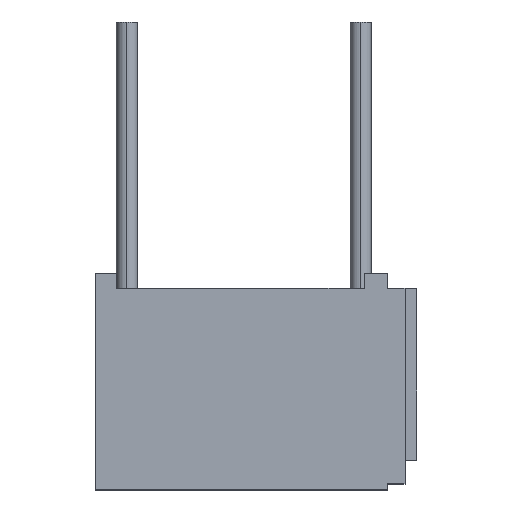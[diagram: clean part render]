
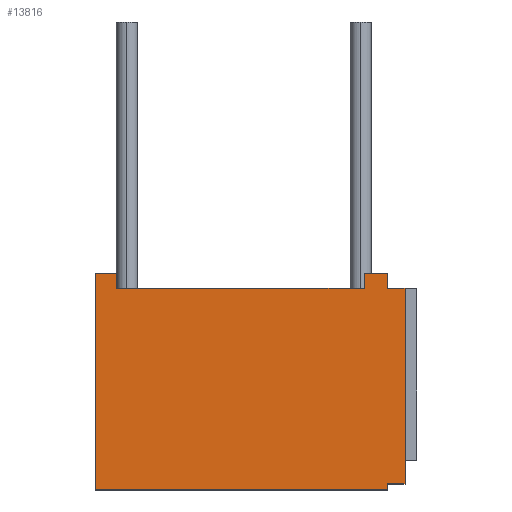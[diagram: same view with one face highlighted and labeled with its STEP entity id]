
A CAD part, top view. The second image highlights one B-rep face of the part: STEP entity #13816.
In plain terms, the highlighted planar face has unit normal (0, 0, 1).
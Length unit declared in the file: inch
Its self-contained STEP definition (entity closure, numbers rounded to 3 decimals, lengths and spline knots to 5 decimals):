
#1201=DIRECTION('',(-1.,0.,0.));
#1202=VECTOR('',#1201,0.25);
#1203=CARTESIAN_POINT('',(0.126,0.,0.13));
#1204=LINE('',#1203,#1202);
#4895=DIRECTION('',(0.,-1.,0.));
#4896=VECTOR('',#4895,0.005);
#4897=CARTESIAN_POINT('',(0.126,0.005,0.13));
#4898=LINE('',#4897,#4896);
#4903=DIRECTION('',(0.,1.,0.));
#4904=VECTOR('',#4903,0.185);
#4905=CARTESIAN_POINT('',(-0.124,0.,0.13));
#4906=LINE('',#4905,#4904);
#4927=DIRECTION('',(-1.,0.,0.));
#4928=VECTOR('',#4927,0.018);
#4929=CARTESIAN_POINT('',(-0.106,0.185,0.13));
#4930=LINE('',#4929,#4928);
#4931=DIRECTION('',(-1.,0.,0.));
#4932=VECTOR('',#4931,0.02);
#4933=CARTESIAN_POINT('',(0.126,0.185,0.13));
#4934=LINE('',#4933,#4932);
#4977=DIRECTION('',(1.,0.,0.));
#4978=VECTOR('',#4977,0.015);
#4979=CARTESIAN_POINT('',(0.126,0.172,0.13));
#4980=LINE('',#4979,#4978);
#4993=DIRECTION('',(1.,0.,0.));
#4994=VECTOR('',#4993,0.212);
#4995=CARTESIAN_POINT('',(-0.106,0.172,0.13));
#4996=LINE('',#4995,#4994);
#5095=DIRECTION('',(0.,1.,0.));
#5096=VECTOR('',#5095,0.167);
#5097=CARTESIAN_POINT('',(0.141,0.005,0.13));
#5098=LINE('',#5097,#5096);
#5143=DIRECTION('',(-1.,0.,0.));
#5144=VECTOR('',#5143,0.015);
#5145=CARTESIAN_POINT('',(0.141,0.005,0.13));
#5146=LINE('',#5145,#5144);
#5271=DIRECTION('',(0.,1.,0.));
#5272=VECTOR('',#5271,0.013);
#5273=CARTESIAN_POINT('',(0.126,0.172,0.13));
#5274=LINE('',#5273,#5272);
#5291=DIRECTION('',(0.,1.,0.));
#5292=VECTOR('',#5291,0.013);
#5293=CARTESIAN_POINT('',(0.106,0.172,0.13));
#5294=LINE('',#5293,#5292);
#5299=DIRECTION('',(0.,1.,0.));
#5300=VECTOR('',#5299,0.013);
#5301=CARTESIAN_POINT('',(-0.106,0.172,0.13));
#5302=LINE('',#5301,#5300);
#6923=CARTESIAN_POINT('',(-0.124,0.,0.13));
#6924=VERTEX_POINT('',#6923);
#6925=CARTESIAN_POINT('',(0.126,0.,0.13));
#6926=VERTEX_POINT('',#6925);
#6931=CARTESIAN_POINT('',(0.141,0.005,0.13));
#6932=CARTESIAN_POINT('',(0.141,0.172,0.13));
#6933=VERTEX_POINT('',#6931);
#6934=VERTEX_POINT('',#6932);
#6937=CARTESIAN_POINT('',(0.126,0.005,0.13));
#6938=VERTEX_POINT('',#6937);
#6947=CARTESIAN_POINT('',(0.106,0.172,0.13));
#6948=CARTESIAN_POINT('',(0.106,0.185,0.13));
#6949=VERTEX_POINT('',#6947);
#6950=VERTEX_POINT('',#6948);
#6951=CARTESIAN_POINT('',(0.126,0.172,0.13));
#6952=CARTESIAN_POINT('',(0.126,0.185,0.13));
#6953=VERTEX_POINT('',#6951);
#6954=VERTEX_POINT('',#6952);
#6963=CARTESIAN_POINT('',(-0.106,0.172,0.13));
#6964=CARTESIAN_POINT('',(-0.106,0.185,0.13));
#6965=VERTEX_POINT('',#6963);
#6966=VERTEX_POINT('',#6964);
#6973=CARTESIAN_POINT('',(-0.124,0.185,0.13));
#6974=VERTEX_POINT('',#6973);
#13787=CARTESIAN_POINT('',(-0.124,0.,0.13));
#13788=DIRECTION('',(0.,0.,-1.));
#13789=DIRECTION('',(1.,0.,0.));
#13790=AXIS2_PLACEMENT_3D('',#13787,#13788,#13789);
#13791=PLANE('',#13790);
#13792=ORIENTED_EDGE('',*,*,#7080,.T.);
#13794=ORIENTED_EDGE('',*,*,#13793,.T.);
#13796=ORIENTED_EDGE('',*,*,#13795,.F.);
#13798=ORIENTED_EDGE('',*,*,#13797,.F.);
#13800=ORIENTED_EDGE('',*,*,#13799,.T.);
#13802=ORIENTED_EDGE('',*,*,#13801,.T.);
#13804=ORIENTED_EDGE('',*,*,#13803,.F.);
#13806=ORIENTED_EDGE('',*,*,#13805,.F.);
#13808=ORIENTED_EDGE('',*,*,#13807,.T.);
#13810=ORIENTED_EDGE('',*,*,#13809,.F.);
#13812=ORIENTED_EDGE('',*,*,#13811,.T.);
#13813=ORIENTED_EDGE('',*,*,#13780,.T.);
#13814=EDGE_LOOP('',(#13792,#13794,#13796,#13798,#13800,#13802,#13804,#13806,
#13808,#13810,#13812,#13813));
#13815=FACE_OUTER_BOUND('',#13814,.F.);
#13816=ADVANCED_FACE('',(#13815),#13791,.F.);
#7080=EDGE_CURVE('',#6926,#6924,#1204,.T.);
#13780=EDGE_CURVE('',#6938,#6926,#4898,.T.);
#13793=EDGE_CURVE('',#6924,#6974,#4906,.T.);
#13795=EDGE_CURVE('',#6966,#6974,#4930,.T.);
#13797=EDGE_CURVE('',#6965,#6966,#5302,.T.);
#13799=EDGE_CURVE('',#6965,#6949,#4996,.T.);
#13801=EDGE_CURVE('',#6949,#6950,#5294,.T.);
#13803=EDGE_CURVE('',#6954,#6950,#4934,.T.);
#13805=EDGE_CURVE('',#6953,#6954,#5274,.T.);
#13807=EDGE_CURVE('',#6953,#6934,#4980,.T.);
#13809=EDGE_CURVE('',#6933,#6934,#5098,.T.);
#13811=EDGE_CURVE('',#6933,#6938,#5146,.T.);
